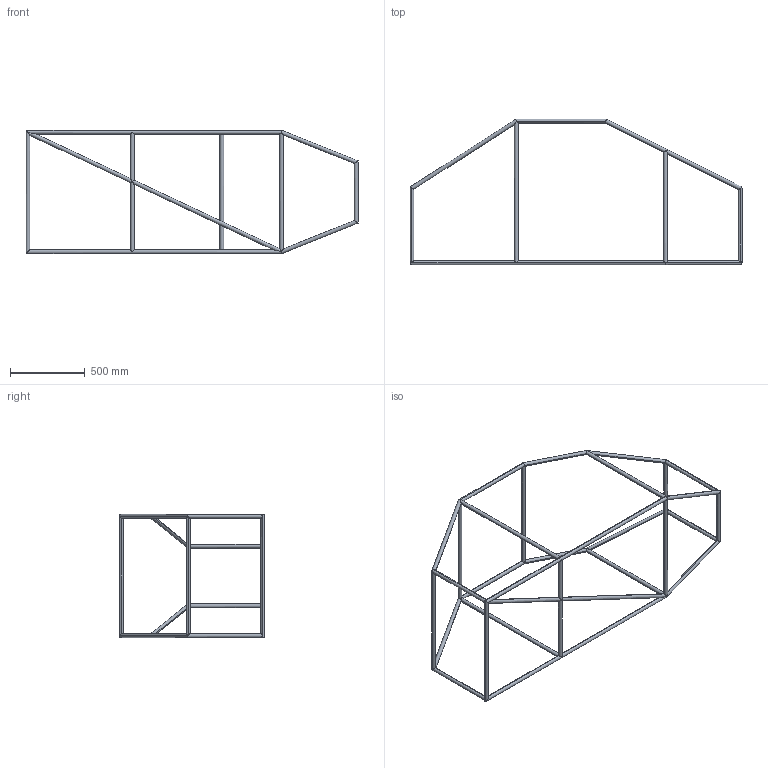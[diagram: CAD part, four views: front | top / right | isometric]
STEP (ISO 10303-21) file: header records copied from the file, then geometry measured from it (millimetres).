
FILE_DESCRIPTION (( 'STEP AP214' ), '1' );
FILE_NAME ('Aerogaiola_Filled.STEP', '2024-09-05T20:55:23', ( '' ), ( '' ), 'SwSTEP 2.0', 'SolidWorks 2020', '' );
FILE_SCHEMA (( 'AUTOMOTIVE_DESIGN' ));
Length unit declared in the file: millimetre
Products named in the file (1): Aerogaiola_Filled
Bounding box: 2225.4 x 975.4 x 825.4 mm (x, y, z)
Volume: 11123236.1 mm3; surface area: 1737723.6 mm2
Topology: 1 solids, 1 shells, 88 faces, 289 edges, 173 vertices
Faces by surface type: cylinder 88
Entity records: 4083 total; most frequent: CARTESIAN_POINT 1148, ORIENTED_EDGE 578, EDGE_CURVE 289, DIRECTION 268, VERTEX_POINT 173, UNCERTAINTY_MEASURE_WITH_UNIT 91, PRESENTATION_STYLE_ASSIGNMENT 90, FILL_AREA_STYLE 90
